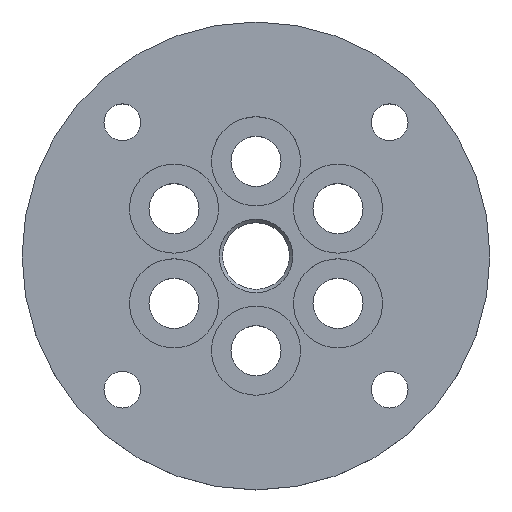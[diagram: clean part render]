
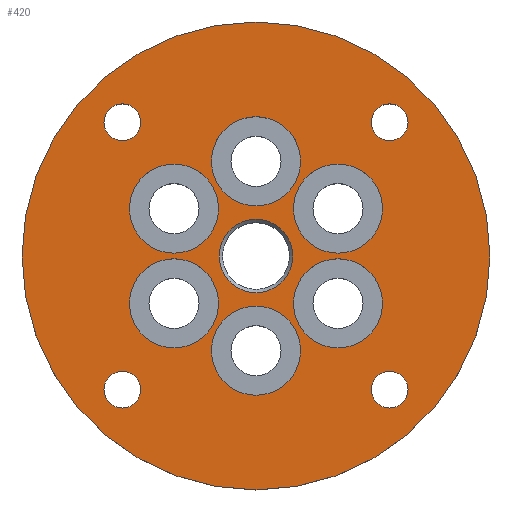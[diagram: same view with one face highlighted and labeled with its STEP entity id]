
A CAD part, top view. The second image highlights one B-rep face of the part: STEP entity #420.
In plain terms, the highlighted planar face has unit normal (0, 0, 1).
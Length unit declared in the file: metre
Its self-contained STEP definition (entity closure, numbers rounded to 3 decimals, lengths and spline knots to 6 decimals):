
#15=PLANE('',#480);
#40=ORIENTED_EDGE('',*,*,#122,.T.);
#41=ORIENTED_EDGE('',*,*,#123,.T.);
#42=ORIENTED_EDGE('',*,*,#124,.T.);
#43=ORIENTED_EDGE('',*,*,#125,.T.);
#44=ORIENTED_EDGE('',*,*,#126,.T.);
#45=ORIENTED_EDGE('',*,*,#127,.F.);
#46=ORIENTED_EDGE('',*,*,#128,.F.);
#47=ORIENTED_EDGE('',*,*,#129,.F.);
#48=ORIENTED_EDGE('',*,*,#130,.F.);
#49=ORIENTED_EDGE('',*,*,#131,.F.);
#50=ORIENTED_EDGE('',*,*,#132,.F.);
#51=ORIENTED_EDGE('',*,*,#121,.T.);
#121=EDGE_CURVE('',#162,#162,#203,.T.);
#122=EDGE_CURVE('',#163,#163,#204,.F.);
#123=EDGE_CURVE('',#164,#164,#205,.F.);
#124=EDGE_CURVE('',#165,#165,#206,.F.);
#125=EDGE_CURVE('',#166,#166,#207,.F.);
#126=EDGE_CURVE('',#167,#167,#208,.F.);
#127=EDGE_CURVE('',#168,#168,#209,.T.);
#128=EDGE_CURVE('',#169,#169,#210,.T.);
#129=EDGE_CURVE('',#170,#170,#211,.T.);
#130=EDGE_CURVE('',#171,#171,#212,.T.);
#131=EDGE_CURVE('',#172,#172,#213,.T.);
#132=EDGE_CURVE('',#173,#173,#214,.T.);
#162=VERTEX_POINT('',#714);
#163=VERTEX_POINT('',#717);
#164=VERTEX_POINT('',#719);
#165=VERTEX_POINT('',#721);
#166=VERTEX_POINT('',#723);
#167=VERTEX_POINT('',#725);
#168=VERTEX_POINT('',#727);
#169=VERTEX_POINT('',#729);
#170=VERTEX_POINT('',#731);
#171=VERTEX_POINT('',#733);
#172=VERTEX_POINT('',#735);
#173=VERTEX_POINT('',#737);
#203=CIRCLE('',#479,0.021);
#204=CIRCLE('',#481,0.0033);
#205=CIRCLE('',#482,0.00165);
#206=CIRCLE('',#483,0.00165);
#207=CIRCLE('',#484,0.00165);
#208=CIRCLE('',#485,0.00165);
#209=CIRCLE('',#486,0.004);
#210=CIRCLE('',#487,0.004);
#211=CIRCLE('',#488,0.004);
#212=CIRCLE('',#489,0.004);
#213=CIRCLE('',#490,0.004);
#214=CIRCLE('',#491,0.004);
#245=EDGE_LOOP('',(#40));
#246=EDGE_LOOP('',(#41));
#247=EDGE_LOOP('',(#42));
#248=EDGE_LOOP('',(#43));
#249=EDGE_LOOP('',(#44));
#250=EDGE_LOOP('',(#45));
#251=EDGE_LOOP('',(#46));
#252=EDGE_LOOP('',(#47));
#253=EDGE_LOOP('',(#48));
#254=EDGE_LOOP('',(#49));
#255=EDGE_LOOP('',(#50));
#256=EDGE_LOOP('',(#51));
#327=FACE_BOUND('',#245,.T.);
#328=FACE_BOUND('',#246,.T.);
#329=FACE_BOUND('',#247,.T.);
#330=FACE_BOUND('',#248,.T.);
#331=FACE_BOUND('',#249,.T.);
#332=FACE_BOUND('',#250,.T.);
#333=FACE_BOUND('',#251,.T.);
#334=FACE_BOUND('',#252,.T.);
#335=FACE_BOUND('',#253,.T.);
#336=FACE_BOUND('',#254,.T.);
#337=FACE_BOUND('',#255,.T.);
#338=FACE_BOUND('',#256,.T.);
#420=ADVANCED_FACE('',(#327,#328,#329,#330,#331,#332,#333,#334,#335,#336,
#337,#338),#15,.T.);
#479=AXIS2_PLACEMENT_3D('',#713,#576,#577);
#480=AXIS2_PLACEMENT_3D('',#715,#578,#579);
#481=AXIS2_PLACEMENT_3D('',#716,#580,#581);
#482=AXIS2_PLACEMENT_3D('',#718,#582,#583);
#483=AXIS2_PLACEMENT_3D('',#720,#584,#585);
#484=AXIS2_PLACEMENT_3D('',#722,#586,#587);
#485=AXIS2_PLACEMENT_3D('',#724,#588,#589);
#486=AXIS2_PLACEMENT_3D('',#726,#590,#591);
#487=AXIS2_PLACEMENT_3D('',#728,#592,#593);
#488=AXIS2_PLACEMENT_3D('',#730,#594,#595);
#489=AXIS2_PLACEMENT_3D('',#732,#596,#597);
#490=AXIS2_PLACEMENT_3D('',#734,#598,#599);
#491=AXIS2_PLACEMENT_3D('',#736,#600,#601);
#576=DIRECTION('',(0.,0.,1.));
#577=DIRECTION('',(1.,0.,0.));
#578=DIRECTION('',(0.,0.,1.));
#579=DIRECTION('',(1.,0.,0.));
#580=DIRECTION('',(0.,0.,1.));
#581=DIRECTION('',(1.,0.,0.));
#582=DIRECTION('',(0.,0.,1.));
#583=DIRECTION('',(1.,0.,0.));
#584=DIRECTION('',(0.,0.,1.));
#585=DIRECTION('',(1.,0.,0.));
#586=DIRECTION('',(0.,0.,1.));
#587=DIRECTION('',(1.,0.,0.));
#588=DIRECTION('',(0.,0.,1.));
#589=DIRECTION('',(1.,0.,0.));
#590=DIRECTION('',(0.,0.,1.));
#591=DIRECTION('',(1.,0.,0.));
#592=DIRECTION('',(0.,0.,1.));
#593=DIRECTION('',(1.,0.,0.));
#594=DIRECTION('',(0.,0.,1.));
#595=DIRECTION('',(1.,0.,0.));
#596=DIRECTION('',(0.,0.,1.));
#597=DIRECTION('',(1.,0.,0.));
#598=DIRECTION('',(0.,0.,1.));
#599=DIRECTION('',(1.,0.,0.));
#600=DIRECTION('',(0.,0.,1.));
#601=DIRECTION('',(1.,0.,0.));
#713=CARTESIAN_POINT('',(0.,0.,0.0035));
#714=CARTESIAN_POINT('',(0.021,0.,0.0035));
#715=CARTESIAN_POINT('',(0.,0.,0.0035));
#716=CARTESIAN_POINT('',(0.,0.,0.0035));
#717=CARTESIAN_POINT('',(0.0033,0.,0.0035));
#718=CARTESIAN_POINT('',(-0.012,0.012,0.0035));
#719=CARTESIAN_POINT('',(-0.01035,0.012,0.0035));
#720=CARTESIAN_POINT('',(0.012,0.012,0.0035));
#721=CARTESIAN_POINT('',(0.01365,0.012,0.0035));
#722=CARTESIAN_POINT('',(0.012,-0.012,0.0035));
#723=CARTESIAN_POINT('',(0.01365,-0.012,0.0035));
#724=CARTESIAN_POINT('',(-0.012,-0.012,0.0035));
#725=CARTESIAN_POINT('',(-0.01035,-0.012,0.0035));
#726=CARTESIAN_POINT('',(0.,-0.0085,0.0035));
#727=CARTESIAN_POINT('',(0.004,-0.0085,0.0035));
#728=CARTESIAN_POINT('',(-0.007361,-0.00425,0.0035));
#729=CARTESIAN_POINT('',(-0.003361,-0.00425,0.0035));
#730=CARTESIAN_POINT('',(0.007361,-0.00425,0.0035));
#731=CARTESIAN_POINT('',(0.011361,-0.00425,0.0035));
#732=CARTESIAN_POINT('',(0.007361,0.00425,0.0035));
#733=CARTESIAN_POINT('',(0.011361,0.00425,0.0035));
#734=CARTESIAN_POINT('',(-0.007361,0.00425,0.0035));
#735=CARTESIAN_POINT('',(-0.003361,0.00425,0.0035));
#736=CARTESIAN_POINT('',(0.,0.0085,0.0035));
#737=CARTESIAN_POINT('',(0.004,0.0085,0.0035));
